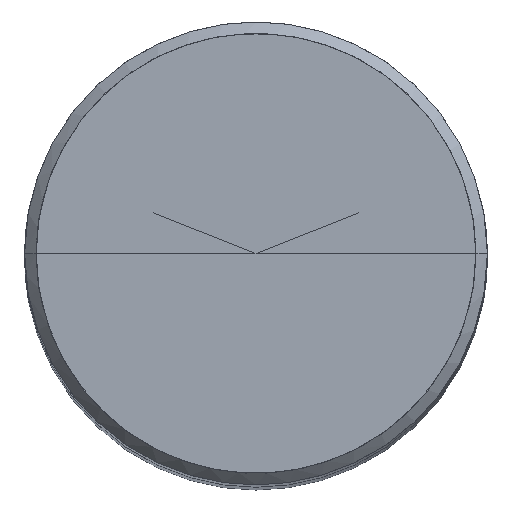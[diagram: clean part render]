
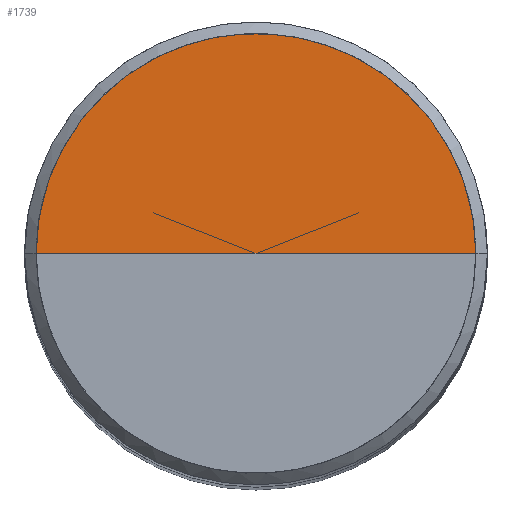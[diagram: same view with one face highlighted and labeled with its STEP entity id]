
A CAD part, top view. The second image highlights one B-rep face of the part: STEP entity #1739.
In plain terms, the highlighted free-form (B-spline) face has degree [1, 2] with [2, 5] control points.
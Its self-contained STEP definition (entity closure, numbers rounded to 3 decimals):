
#1497=CARTESIAN_POINT('',(9.5,0.0,50.0));
#1498=CARTESIAN_POINT('',(9.5,9.5,50.0));
#1499=CARTESIAN_POINT('',(0.0,9.5,50.0));
#1500=CARTESIAN_POINT('',(-9.5,9.5,50.0));
#1501=CARTESIAN_POINT('',(-9.5,0.0,50.0));
#1502=CARTESIAN_POINT('',(0.0,0.0,50.0));
#1724=(
BOUNDED_SURFACE()
B_SPLINE_SURFACE(1,2,(
(#1497,#1498,#1499,#1500,#1501),
(#1502,#1502,#1502,#1502,#1502)
), .UNSPECIFIED.,.F.,.F.,.F.)
B_SPLINE_SURFACE_WITH_KNOTS((2,2),(3,2,3),(
0.0,1.0),(
0.0,0.5,1.0), .UNSPECIFIED.)
GEOMETRIC_REPRESENTATION_ITEM()
RATIONAL_B_SPLINE_SURFACE(((1.0,0.707,1.0,0.707,1.0),
(1.0,0.707,1.0,0.707,1.0)
))
REPRESENTATION_ITEM('')
SURFACE()
);
#1725=(
BOUNDED_CURVE()
B_SPLINE_CURVE(2,(#1501,#1500,#1499,#1498,#1497),.UNSPECIFIED.,.F.,.F.)
B_SPLINE_CURVE_WITH_KNOTS((3,2,3),
(0.0,0.5,1.0),.UNSPECIFIED.)
CURVE()
GEOMETRIC_REPRESENTATION_ITEM()
RATIONAL_B_SPLINE_CURVE((1.0,0.707,1.0,0.707,1.0))
REPRESENTATION_ITEM('')
);
#1726=(
BOUNDED_CURVE()
B_SPLINE_CURVE(1,(#1497,#1502),.UNSPECIFIED.,.F.,.F.)
B_SPLINE_CURVE_WITH_KNOTS((2,2),
(0.0,1.0),.UNSPECIFIED.)
CURVE()
GEOMETRIC_REPRESENTATION_ITEM()
RATIONAL_B_SPLINE_CURVE((1.0,1.0))
REPRESENTATION_ITEM('')
);
#1727=(
BOUNDED_CURVE()
B_SPLINE_CURVE(1,(#1502,#1501),.UNSPECIFIED.,.F.,.F.)
B_SPLINE_CURVE_WITH_KNOTS((2,2),
(0.0,1.0),.UNSPECIFIED.)
CURVE()
GEOMETRIC_REPRESENTATION_ITEM()
RATIONAL_B_SPLINE_CURVE((1.0,1.0))
REPRESENTATION_ITEM('')
);
#1728=VERTEX_POINT('',#1497);
#1729=VERTEX_POINT('',#1501);
#1730=VERTEX_POINT('',#1502);
#1731=EDGE_CURVE('',#1729,#1728,#1725,.T.);
#1732=EDGE_CURVE('',#1728,#1730,#1726,.T.);
#1733=EDGE_CURVE('',#1730,#1729,#1727,.T.);
#1734=ORIENTED_EDGE('',*,*,#1731,.T.);
#1735=ORIENTED_EDGE('',*,*,#1732,.T.);
#1736=ORIENTED_EDGE('',*,*,#1733,.T.);
#1737=EDGE_LOOP('',(#1734,#1735,#1736));
#1738=FACE_OUTER_BOUND('',#1737,.T.);
#1739=ADVANCED_FACE('',(#1738),#1724,.T.);
